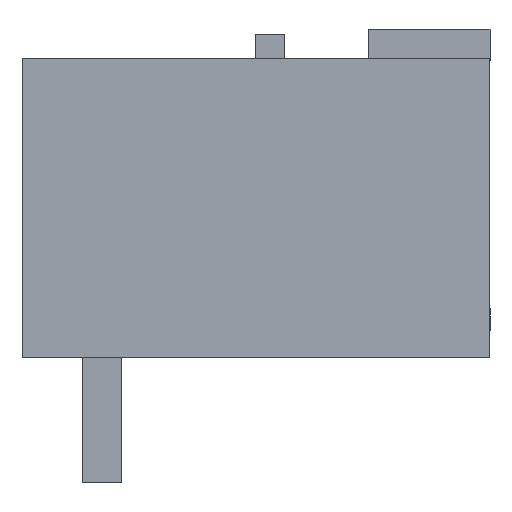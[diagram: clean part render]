
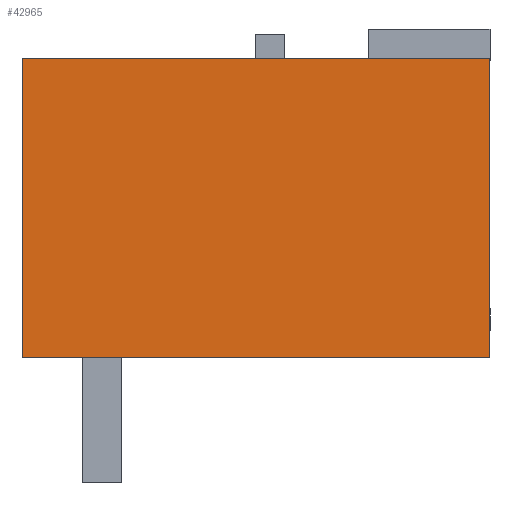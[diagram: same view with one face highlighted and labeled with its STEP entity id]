
A CAD part, left-side view. The second image highlights one B-rep face of the part: STEP entity #42965.
In plain terms, the highlighted planar face has unit normal (-1, 0, 0).
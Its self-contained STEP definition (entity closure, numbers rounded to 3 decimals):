
#42952=AXIS2_PLACEMENT_3D('Plane Axis2P3D',#42949,#42950,#42951) ;
#36672=CARTESIAN_POINT('Vertex',(0.,12.,3.2)) ;
#36675=CARTESIAN_POINT('Line Origine',(0.,12.,7.04)) ;
#36679=CARTESIAN_POINT('Vertex',(0.,12.,10.88)) ;
#37625=CARTESIAN_POINT('Vertex',(0.,0.,10.88)) ;
#37628=CARTESIAN_POINT('Line Origine',(0.,0.,7.04)) ;
#37632=CARTESIAN_POINT('Vertex',(0.,0.,3.2)) ;
#42659=CARTESIAN_POINT('Line Origine',(0.,6.,10.88)) ;
#42949=CARTESIAN_POINT('Axis2P3D Location',(0.,0.,10.88)) ;
#42954=CARTESIAN_POINT('Line Origine',(0.,6.,3.2)) ;
#36676=DIRECTION('Vector Direction',(0.,0.,-1.)) ;
#37629=DIRECTION('Vector Direction',(0.,0.,-1.)) ;
#42660=DIRECTION('Vector Direction',(0.,1.,0.)) ;
#42950=DIRECTION('Axis2P3D Direction',(1.,0.,0.)) ;
#42951=DIRECTION('Axis2P3D XDirection',(0.,0.,-1.)) ;
#42955=DIRECTION('Vector Direction',(0.,1.,0.)) ;
#36677=VECTOR('Line Direction',#36676,1.) ;
#37630=VECTOR('Line Direction',#37629,1.) ;
#42661=VECTOR('Line Direction',#42660,1.) ;
#42956=VECTOR('Line Direction',#42955,1.) ;
#42960=ORIENTED_EDGE('',*,*,#42958,.F.) ;
#42961=ORIENTED_EDGE('',*,*,#37634,.F.) ;
#42962=ORIENTED_EDGE('',*,*,#42663,.T.) ;
#42963=ORIENTED_EDGE('',*,*,#36681,.F.) ;
#42965=ADVANCED_FACE('Body',(#42964),#42953,.F.) ;
#36681=EDGE_CURVE('',#36673,#36680,#36678,.F.) ;
#37634=EDGE_CURVE('',#37626,#37633,#37631,.T.) ;
#42663=EDGE_CURVE('',#37626,#36680,#42662,.T.) ;
#42958=EDGE_CURVE('',#37633,#36673,#42957,.T.) ;
#42959=EDGE_LOOP('',(#42960,#42961,#42962,#42963)) ;
#42964=FACE_OUTER_BOUND('',#42959,.T.) ;
#36678=LINE('Line',#36675,#36677) ;
#37631=LINE('Line',#37628,#37630) ;
#42662=LINE('Line',#42659,#42661) ;
#42957=LINE('Line',#42954,#42956) ;
#42953=PLANE('',#42952) ;
#36673=VERTEX_POINT('',#36672) ;
#36680=VERTEX_POINT('',#36679) ;
#37626=VERTEX_POINT('',#37625) ;
#37633=VERTEX_POINT('',#37632) ;
